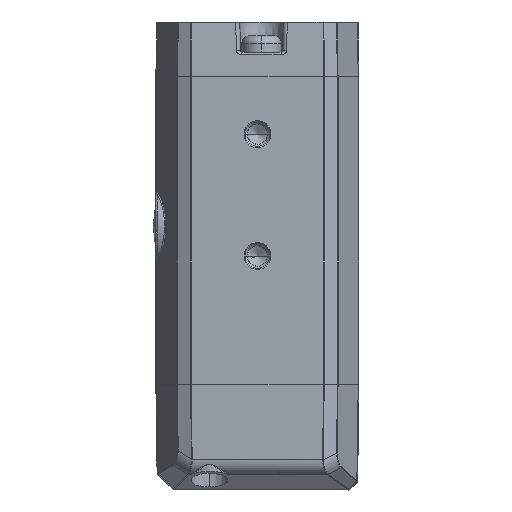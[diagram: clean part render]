
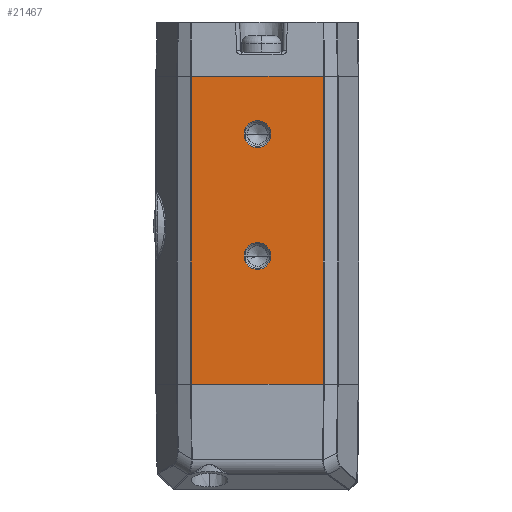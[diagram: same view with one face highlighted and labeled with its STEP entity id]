
A CAD part, left-side view. The second image highlights one B-rep face of the part: STEP entity #21467.
In plain terms, the highlighted planar face has unit normal (-1, 0, 0).
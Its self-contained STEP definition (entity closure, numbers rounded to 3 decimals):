
#9129=DIRECTION('',(0.,1.,0.));
#9130=VECTOR('',#9129,16.239);
#9131=CARTESIAN_POINT('',(-23.,-8.12,13.));
#9132=LINE('',#9131,#9130);
#9133=DIRECTION('',(0.,-1.,0.));
#9134=VECTOR('',#9133,16.239);
#9135=CARTESIAN_POINT('',(-23.,8.12,50.9));
#9136=LINE('',#9135,#9134);
#9137=CARTESIAN_POINT('',(-23.,0.,28.8));
#9138=DIRECTION('',(-1.,0.,0.));
#9139=DIRECTION('',(0.,-1.,0.));
#9140=AXIS2_PLACEMENT_3D('',#9137,#9138,#9139);
#9142=CARTESIAN_POINT('',(-23.,0.,28.8));
#9143=DIRECTION('',(-1.,0.,0.));
#9144=DIRECTION('',(0.,0.,1.));
#9145=AXIS2_PLACEMENT_3D('',#9142,#9143,#9144);
#9147=CARTESIAN_POINT('',(-23.,0.,28.8));
#9148=DIRECTION('',(-1.,0.,0.));
#9149=DIRECTION('',(0.,1.,0.));
#9150=AXIS2_PLACEMENT_3D('',#9147,#9148,#9149);
#9152=CARTESIAN_POINT('',(-23.,0.,28.8));
#9153=DIRECTION('',(-1.,0.,0.));
#9154=DIRECTION('',(0.,0.,-1.));
#9155=AXIS2_PLACEMENT_3D('',#9152,#9153,#9154);
#9157=CARTESIAN_POINT('',(-23.,0.,43.8));
#9158=DIRECTION('',(-1.,0.,0.));
#9159=DIRECTION('',(0.,-1.,0.));
#9160=AXIS2_PLACEMENT_3D('',#9157,#9158,#9159);
#9162=CARTESIAN_POINT('',(-23.,0.,43.8));
#9163=DIRECTION('',(-1.,0.,0.));
#9164=DIRECTION('',(0.,0.,1.));
#9165=AXIS2_PLACEMENT_3D('',#9162,#9163,#9164);
#9167=CARTESIAN_POINT('',(-23.,0.,43.8));
#9168=DIRECTION('',(-1.,0.,0.));
#9169=DIRECTION('',(0.,1.,0.));
#9170=AXIS2_PLACEMENT_3D('',#9167,#9168,#9169);
#9172=CARTESIAN_POINT('',(-23.,0.,43.8));
#9173=DIRECTION('',(-1.,0.,0.));
#9174=DIRECTION('',(0.,0.,-1.));
#9175=AXIS2_PLACEMENT_3D('',#9172,#9173,#9174);
#9177=DIRECTION('',(0.,0.,1.));
#9178=VECTOR('',#9177,37.9);
#9179=CARTESIAN_POINT('',(-23.,-8.12,13.));
#9180=LINE('',#9179,#9178);
#11449=DIRECTION('',(0.,0.,-1.));
#11450=VECTOR('',#11449,37.9);
#11451=CARTESIAN_POINT('',(-23.,8.12,50.9));
#11452=LINE('',#11451,#11450);
#19632=CARTESIAN_POINT('',(-23.,-8.12,13.));
#19633=CARTESIAN_POINT('',(-23.,-8.12,50.9));
#19634=VERTEX_POINT('',#19632);
#19635=VERTEX_POINT('',#19633);
#19636=CARTESIAN_POINT('',(-23.,8.12,13.));
#19637=VERTEX_POINT('',#19636);
#19638=CARTESIAN_POINT('',(-23.,8.12,50.9));
#19639=VERTEX_POINT('',#19638);
#19640=CARTESIAN_POINT('',(-23.,0.,30.45));
#19641=CARTESIAN_POINT('',(-23.,1.65,28.8));
#19642=VERTEX_POINT('',#19640);
#19643=VERTEX_POINT('',#19641);
#19644=CARTESIAN_POINT('',(-23.,-1.65,28.8));
#19645=VERTEX_POINT('',#19644);
#19646=CARTESIAN_POINT('',(-23.,0.,27.15));
#19647=VERTEX_POINT('',#19646);
#19648=CARTESIAN_POINT('',(-23.,0.,45.45));
#19649=CARTESIAN_POINT('',(-23.,1.65,43.8));
#19650=VERTEX_POINT('',#19648);
#19651=VERTEX_POINT('',#19649);
#19652=CARTESIAN_POINT('',(-23.,-1.65,43.8));
#19653=VERTEX_POINT('',#19652);
#19654=CARTESIAN_POINT('',(-23.,0.,42.15));
#19655=VERTEX_POINT('',#19654);
#21432=CARTESIAN_POINT('',(-23.,0.,31.95));
#21433=DIRECTION('',(1.,0.,0.));
#21434=DIRECTION('',(0.,-1.,0.));
#21435=AXIS2_PLACEMENT_3D('',#21432,#21433,#21434);
#21436=PLANE('',#21435);
#21438=ORIENTED_EDGE('',*,*,#21437,.F.);
#21440=ORIENTED_EDGE('',*,*,#21439,.T.);
#21442=ORIENTED_EDGE('',*,*,#21441,.F.);
#21444=ORIENTED_EDGE('',*,*,#21443,.T.);
#21445=EDGE_LOOP('',(#21438,#21440,#21442,#21444));
#21446=FACE_OUTER_BOUND('',#21445,.F.);
#21448=ORIENTED_EDGE('',*,*,#21447,.T.);
#21450=ORIENTED_EDGE('',*,*,#21449,.T.);
#21452=ORIENTED_EDGE('',*,*,#21451,.T.);
#21454=ORIENTED_EDGE('',*,*,#21453,.T.);
#21455=EDGE_LOOP('',(#21448,#21450,#21452,#21454));
#21456=FACE_BOUND('',#21455,.F.);
#21458=ORIENTED_EDGE('',*,*,#21457,.T.);
#21460=ORIENTED_EDGE('',*,*,#21459,.T.);
#21462=ORIENTED_EDGE('',*,*,#21461,.T.);
#21464=ORIENTED_EDGE('',*,*,#21463,.T.);
#21465=EDGE_LOOP('',(#21458,#21460,#21462,#21464));
#21466=FACE_BOUND('',#21465,.F.);
#21467=ADVANCED_FACE('',(#21446,#21456,#21466),#21436,.F.);
#9141=CIRCLE('',#9140,1.65);
#9146=CIRCLE('',#9145,1.65);
#9151=CIRCLE('',#9150,1.65);
#9156=CIRCLE('',#9155,1.65);
#9161=CIRCLE('',#9160,1.65);
#9166=CIRCLE('',#9165,1.65);
#9171=CIRCLE('',#9170,1.65);
#9176=CIRCLE('',#9175,1.65);
#21437=EDGE_CURVE('',#19634,#19635,#9180,.T.);
#21439=EDGE_CURVE('',#19634,#19637,#9132,.T.);
#21441=EDGE_CURVE('',#19639,#19637,#11452,.T.);
#21443=EDGE_CURVE('',#19639,#19635,#9136,.T.);
#21447=EDGE_CURVE('',#19645,#19642,#9141,.T.);
#21449=EDGE_CURVE('',#19642,#19643,#9146,.T.);
#21451=EDGE_CURVE('',#19643,#19647,#9151,.T.);
#21453=EDGE_CURVE('',#19647,#19645,#9156,.T.);
#21457=EDGE_CURVE('',#19653,#19650,#9161,.T.);
#21459=EDGE_CURVE('',#19650,#19651,#9166,.T.);
#21461=EDGE_CURVE('',#19651,#19655,#9171,.T.);
#21463=EDGE_CURVE('',#19655,#19653,#9176,.T.);
